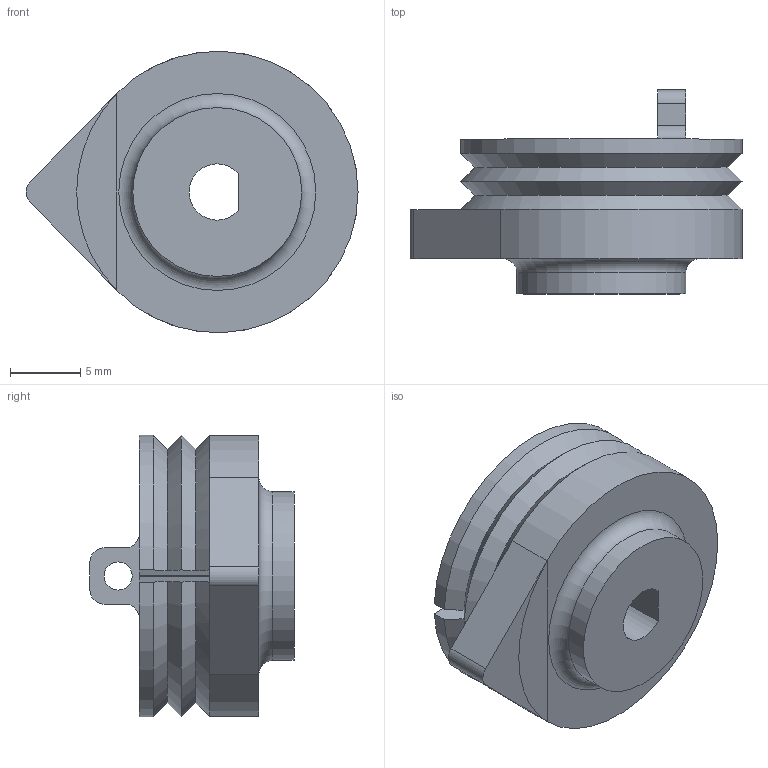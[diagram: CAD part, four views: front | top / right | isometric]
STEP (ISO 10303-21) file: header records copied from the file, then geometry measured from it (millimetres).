
FILE_DESCRIPTION(('FreeCAD Model'),'2;1');
FILE_NAME( 'pulley.step', '2020-12-10T10:55:49',('Author'),(''), 'Open CASCADE STEP processor 7.3','FreeCAD','Unknown');
FILE_SCHEMA(('AUTOMOTIVE_DESIGN { 1 0 10303 214 1 1 1 1 }'));
Length unit declared in the file: millimetre
Products named in the file (1): Fillet002
Bounding box: 23.6 x 14.5 x 20 mm (x, y, z)
Volume: 2791.5 mm3; surface area: 1588.8 mm2
Topology: 1 solids, 1 shells, 34 faces, 87 edges, 57 vertices
Faces by surface type: plane 19, cylinder 10, cone 4, torus 1
Full cylindrical faces by diameter (mm): 2 x1, 12 x1
Entity records: 2272 total; most frequent: CARTESIAN_POINT 507, DIRECTION 335, ORIENTED_EDGE 174, PCURVE 174, DEFINITIONAL_REPRESENTATION 174, LINE 170, VECTOR 170, EDGE_CURVE 87
